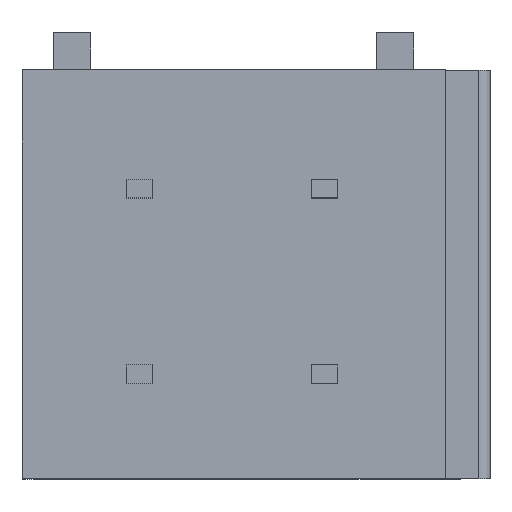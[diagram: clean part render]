
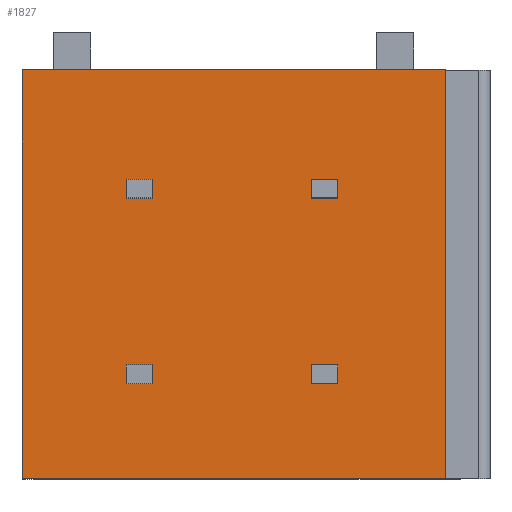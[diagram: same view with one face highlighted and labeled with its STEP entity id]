
A CAD part, top view. The second image highlights one B-rep face of the part: STEP entity #1827.
In plain terms, the highlighted planar face has unit normal (0, 0, 1).
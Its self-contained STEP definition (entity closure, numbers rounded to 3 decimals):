
#23=DIRECTION('',(1.,0.,0.));
#24=VECTOR('',#23,11.4);
#25=CARTESIAN_POINT('',(-6.3,-7.8,4.55));
#26=LINE('',#25,#24);
#80=DIRECTION('',(0.,1.,0.));
#81=VECTOR('',#80,11.);
#82=CARTESIAN_POINT('',(5.1,-7.8,4.55));
#83=LINE('',#82,#81);
#84=DIRECTION('',(0.,1.,0.));
#85=VECTOR('',#84,11.);
#86=CARTESIAN_POINT('',(-6.3,-7.8,4.55));
#87=LINE('',#86,#85);
#88=DIRECTION('',(-1.,0.,0.));
#89=VECTOR('',#88,0.7);
#90=CARTESIAN_POINT('',(-2.8,0.25,4.55));
#91=LINE('',#90,#89);
#92=DIRECTION('',(0.,-1.,0.));
#93=VECTOR('',#92,0.5);
#94=CARTESIAN_POINT('',(-3.5,0.25,4.55));
#95=LINE('',#94,#93);
#96=DIRECTION('',(1.,0.,0.));
#97=VECTOR('',#96,0.7);
#98=CARTESIAN_POINT('',(-3.5,-0.25,4.55));
#99=LINE('',#98,#97);
#100=DIRECTION('',(0.,1.,0.));
#101=VECTOR('',#100,0.5);
#102=CARTESIAN_POINT('',(-2.8,-0.25,4.55));
#103=LINE('',#102,#101);
#104=DIRECTION('',(-1.,0.,0.));
#105=VECTOR('',#104,0.7);
#106=CARTESIAN_POINT('',(2.2,0.25,4.55));
#107=LINE('',#106,#105);
#108=DIRECTION('',(0.,-1.,0.));
#109=VECTOR('',#108,0.5);
#110=CARTESIAN_POINT('',(1.5,0.25,4.55));
#111=LINE('',#110,#109);
#112=DIRECTION('',(1.,0.,0.));
#113=VECTOR('',#112,0.7);
#114=CARTESIAN_POINT('',(1.5,-0.25,4.55));
#115=LINE('',#114,#113);
#116=DIRECTION('',(0.,1.,0.));
#117=VECTOR('',#116,0.5);
#118=CARTESIAN_POINT('',(2.2,-0.25,4.55));
#119=LINE('',#118,#117);
#120=DIRECTION('',(-1.,0.,0.));
#121=VECTOR('',#120,0.7);
#122=CARTESIAN_POINT('',(-2.8,-4.75,4.55));
#123=LINE('',#122,#121);
#124=DIRECTION('',(0.,-1.,0.));
#125=VECTOR('',#124,0.5);
#126=CARTESIAN_POINT('',(-3.5,-4.75,4.55));
#127=LINE('',#126,#125);
#128=DIRECTION('',(1.,0.,0.));
#129=VECTOR('',#128,0.7);
#130=CARTESIAN_POINT('',(-3.5,-5.25,4.55));
#131=LINE('',#130,#129);
#132=DIRECTION('',(0.,1.,0.));
#133=VECTOR('',#132,0.5);
#134=CARTESIAN_POINT('',(-2.8,-5.25,4.55));
#135=LINE('',#134,#133);
#136=DIRECTION('',(-1.,0.,0.));
#137=VECTOR('',#136,0.7);
#138=CARTESIAN_POINT('',(2.2,-4.75,4.55));
#139=LINE('',#138,#137);
#140=DIRECTION('',(0.,-1.,0.));
#141=VECTOR('',#140,0.5);
#142=CARTESIAN_POINT('',(1.5,-4.75,4.55));
#143=LINE('',#142,#141);
#144=DIRECTION('',(1.,0.,0.));
#145=VECTOR('',#144,0.7);
#146=CARTESIAN_POINT('',(1.5,-5.25,4.55));
#147=LINE('',#146,#145);
#148=DIRECTION('',(0.,1.,0.));
#149=VECTOR('',#148,0.5);
#150=CARTESIAN_POINT('',(2.2,-5.25,4.55));
#151=LINE('',#150,#149);
#222=DIRECTION('',(1.,0.,0.));
#223=VECTOR('',#222,11.4);
#224=CARTESIAN_POINT('',(-6.3,3.2,4.55));
#225=LINE('',#224,#223);
#1271=CARTESIAN_POINT('',(-6.3,-7.8,4.55));
#1272=CARTESIAN_POINT('',(5.1,-7.8,4.55));
#1273=VERTEX_POINT('',#1271);
#1274=VERTEX_POINT('',#1272);
#1301=CARTESIAN_POINT('',(-6.3,3.2,4.55));
#1302=VERTEX_POINT('',#1301);
#1303=CARTESIAN_POINT('',(5.1,3.2,4.55));
#1304=VERTEX_POINT('',#1303);
#1583=CARTESIAN_POINT('',(-2.8,0.25,4.55));
#1584=CARTESIAN_POINT('',(-3.5,0.25,4.55));
#1585=VERTEX_POINT('',#1583);
#1586=VERTEX_POINT('',#1584);
#1587=CARTESIAN_POINT('',(-3.5,-0.25,4.55));
#1588=VERTEX_POINT('',#1587);
#1589=CARTESIAN_POINT('',(-2.8,-0.25,4.55));
#1590=VERTEX_POINT('',#1589);
#1591=CARTESIAN_POINT('',(2.2,0.25,4.55));
#1592=CARTESIAN_POINT('',(1.5,0.25,4.55));
#1593=VERTEX_POINT('',#1591);
#1594=VERTEX_POINT('',#1592);
#1595=CARTESIAN_POINT('',(1.5,-0.25,4.55));
#1596=VERTEX_POINT('',#1595);
#1597=CARTESIAN_POINT('',(2.2,-0.25,4.55));
#1598=VERTEX_POINT('',#1597);
#1615=CARTESIAN_POINT('',(-2.8,-4.75,4.55));
#1616=CARTESIAN_POINT('',(-3.5,-4.75,4.55));
#1617=VERTEX_POINT('',#1615);
#1618=VERTEX_POINT('',#1616);
#1619=CARTESIAN_POINT('',(-3.5,-5.25,4.55));
#1620=VERTEX_POINT('',#1619);
#1621=CARTESIAN_POINT('',(-2.8,-5.25,4.55));
#1622=VERTEX_POINT('',#1621);
#1623=CARTESIAN_POINT('',(2.2,-4.75,4.55));
#1624=CARTESIAN_POINT('',(1.5,-4.75,4.55));
#1625=VERTEX_POINT('',#1623);
#1626=VERTEX_POINT('',#1624);
#1627=CARTESIAN_POINT('',(1.5,-5.25,4.55));
#1628=VERTEX_POINT('',#1627);
#1629=CARTESIAN_POINT('',(2.2,-5.25,4.55));
#1630=VERTEX_POINT('',#1629);
#1774=CARTESIAN_POINT('',(-6.3,-7.8,4.55));
#1775=DIRECTION('',(0.,0.,1.));
#1776=DIRECTION('',(1.,0.,0.));
#1777=AXIS2_PLACEMENT_3D('',#1774,#1775,#1776);
#1778=PLANE('',#1777);
#1780=ORIENTED_EDGE('',*,*,#1779,.T.);
#1782=ORIENTED_EDGE('',*,*,#1781,.T.);
#1783=ORIENTED_EDGE('',*,*,#1765,.F.);
#1784=ORIENTED_EDGE('',*,*,#1678,.F.);
#1785=EDGE_LOOP('',(#1780,#1782,#1783,#1784));
#1786=FACE_OUTER_BOUND('',#1785,.F.);
#1788=ORIENTED_EDGE('',*,*,#1787,.T.);
#1790=ORIENTED_EDGE('',*,*,#1789,.T.);
#1792=ORIENTED_EDGE('',*,*,#1791,.T.);
#1794=ORIENTED_EDGE('',*,*,#1793,.T.);
#1795=EDGE_LOOP('',(#1788,#1790,#1792,#1794));
#1796=FACE_BOUND('',#1795,.F.);
#1798=ORIENTED_EDGE('',*,*,#1797,.T.);
#1800=ORIENTED_EDGE('',*,*,#1799,.T.);
#1802=ORIENTED_EDGE('',*,*,#1801,.T.);
#1804=ORIENTED_EDGE('',*,*,#1803,.T.);
#1805=EDGE_LOOP('',(#1798,#1800,#1802,#1804));
#1806=FACE_BOUND('',#1805,.F.);
#1808=ORIENTED_EDGE('',*,*,#1807,.T.);
#1810=ORIENTED_EDGE('',*,*,#1809,.T.);
#1812=ORIENTED_EDGE('',*,*,#1811,.T.);
#1814=ORIENTED_EDGE('',*,*,#1813,.T.);
#1815=EDGE_LOOP('',(#1808,#1810,#1812,#1814));
#1816=FACE_BOUND('',#1815,.F.);
#1818=ORIENTED_EDGE('',*,*,#1817,.T.);
#1820=ORIENTED_EDGE('',*,*,#1819,.T.);
#1822=ORIENTED_EDGE('',*,*,#1821,.T.);
#1824=ORIENTED_EDGE('',*,*,#1823,.T.);
#1825=EDGE_LOOP('',(#1818,#1820,#1822,#1824));
#1826=FACE_BOUND('',#1825,.F.);
#1827=ADVANCED_FACE('',(#1786,#1796,#1806,#1816,#1826),#1778,.T.);
#1678=EDGE_CURVE('',#1273,#1274,#26,.T.);
#1765=EDGE_CURVE('',#1274,#1304,#83,.T.);
#1779=EDGE_CURVE('',#1273,#1302,#87,.T.);
#1781=EDGE_CURVE('',#1302,#1304,#225,.T.);
#1787=EDGE_CURVE('',#1585,#1586,#91,.T.);
#1789=EDGE_CURVE('',#1586,#1588,#95,.T.);
#1791=EDGE_CURVE('',#1588,#1590,#99,.T.);
#1793=EDGE_CURVE('',#1590,#1585,#103,.T.);
#1797=EDGE_CURVE('',#1593,#1594,#107,.T.);
#1799=EDGE_CURVE('',#1594,#1596,#111,.T.);
#1801=EDGE_CURVE('',#1596,#1598,#115,.T.);
#1803=EDGE_CURVE('',#1598,#1593,#119,.T.);
#1807=EDGE_CURVE('',#1617,#1618,#123,.T.);
#1809=EDGE_CURVE('',#1618,#1620,#127,.T.);
#1811=EDGE_CURVE('',#1620,#1622,#131,.T.);
#1813=EDGE_CURVE('',#1622,#1617,#135,.T.);
#1817=EDGE_CURVE('',#1625,#1626,#139,.T.);
#1819=EDGE_CURVE('',#1626,#1628,#143,.T.);
#1821=EDGE_CURVE('',#1628,#1630,#147,.T.);
#1823=EDGE_CURVE('',#1630,#1625,#151,.T.);
